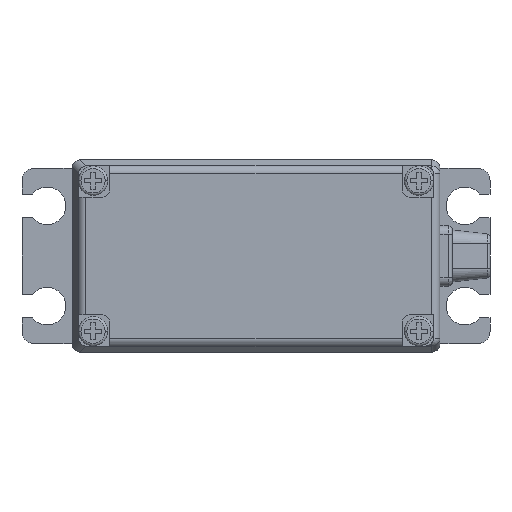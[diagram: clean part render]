
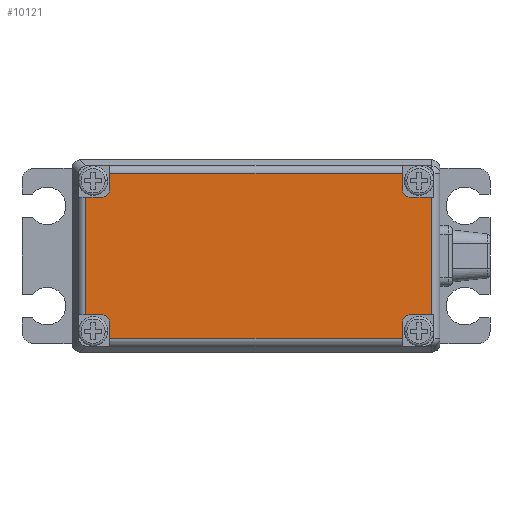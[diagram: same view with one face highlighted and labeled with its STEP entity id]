
A CAD part, front view. The second image highlights one B-rep face of the part: STEP entity #10121.
In plain terms, the highlighted planar face has unit normal (0, -1, 0).
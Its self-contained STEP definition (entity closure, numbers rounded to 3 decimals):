
#7728=DIRECTION('',(1.,0.,0.));
#7729=VECTOR('',#7728,1.882);
#7730=CARTESIAN_POINT('',(-20.382,0.,7.));
#7731=LINE('',#7730,#7729);
#7735=DIRECTION('',(0.,0.,-1.));
#7736=VECTOR('',#7735,1.882);
#7737=CARTESIAN_POINT('',(-17.5,0.,9.882));
#7738=LINE('',#7737,#7736);
#7742=DIRECTION('',(0.,0.,-1.));
#7743=VECTOR('',#7742,1.882);
#7744=CARTESIAN_POINT('',(17.5,0.,9.882));
#7745=LINE('',#7744,#7743);
#7749=DIRECTION('',(-1.,0.,0.));
#7750=VECTOR('',#7749,2.5);
#7751=CARTESIAN_POINT('',(21.,0.,7.));
#7752=LINE('',#7751,#7750);
#7756=DIRECTION('',(-1.,0.,0.));
#7757=VECTOR('',#7756,2.5);
#7758=CARTESIAN_POINT('',(21.,0.,-7.));
#7759=LINE('',#7758,#7757);
#7763=DIRECTION('',(0.,0.,1.));
#7764=VECTOR('',#7763,1.882);
#7765=CARTESIAN_POINT('',(17.5,0.,-9.882));
#7766=LINE('',#7765,#7764);
#7770=DIRECTION('',(0.,0.,1.));
#7771=VECTOR('',#7770,1.882);
#7772=CARTESIAN_POINT('',(-17.5,0.,-9.882));
#7773=LINE('',#7772,#7771);
#7777=DIRECTION('',(1.,0.,0.));
#7778=VECTOR('',#7777,1.882);
#7779=CARTESIAN_POINT('',(-20.382,0.,-7.));
#7780=LINE('',#7779,#7778);
#7806=CARTESIAN_POINT('',(-18.5,0.,8.));
#7807=DIRECTION('',(0.,1.,0.));
#7808=DIRECTION('',(1.,0.,0.));
#7809=AXIS2_PLACEMENT_3D('',#7806,#7807,#7808);
#9012=CARTESIAN_POINT('',(18.5,0.,-8.));
#9013=DIRECTION('',(0.,1.,0.));
#9014=DIRECTION('',(-1.,0.,0.));
#9015=AXIS2_PLACEMENT_3D('',#9012,#9013,#9014);
#9120=DIRECTION('',(0.,0.,1.));
#9121=VECTOR('',#9120,14.);
#9122=CARTESIAN_POINT('',(21.,0.,-7.));
#9123=LINE('',#9122,#9121);
#9156=CARTESIAN_POINT('',(18.5,0.,8.));
#9157=DIRECTION('',(0.,1.,0.));
#9158=DIRECTION('',(0.,0.,-1.));
#9159=AXIS2_PLACEMENT_3D('',#9156,#9157,#9158);
#9179=DIRECTION('',(-1.,0.,0.));
#9180=VECTOR('',#9179,35.);
#9181=CARTESIAN_POINT('',(17.5,0.,9.882));
#9182=LINE('',#9181,#9180);
#9516=CARTESIAN_POINT('',(-18.5,0.,-8.));
#9517=DIRECTION('',(0.,1.,0.));
#9518=DIRECTION('',(0.,0.,1.));
#9519=AXIS2_PLACEMENT_3D('',#9516,#9517,#9518);
#9546=DIRECTION('',(1.,0.,0.));
#9547=VECTOR('',#9546,35.);
#9548=CARTESIAN_POINT('',(-17.5,0.,-9.882));
#9549=LINE('',#9548,#9547);
#9753=DIRECTION('',(0.,0.,-1.));
#9754=VECTOR('',#9753,14.);
#9755=CARTESIAN_POINT('',(-20.382,0.,7.));
#9756=LINE('',#9755,#9754);
#9955=CARTESIAN_POINT('',(-20.382,0.,7.));
#9956=VERTEX_POINT('',#9955);
#9957=CARTESIAN_POINT('',(-17.5,0.,9.882));
#9958=VERTEX_POINT('',#9957);
#9970=CARTESIAN_POINT('',(21.,0.,7.));
#9972=VERTEX_POINT('',#9970);
#9976=CARTESIAN_POINT('',(17.5,0.,9.882));
#9977=VERTEX_POINT('',#9976);
#9994=CARTESIAN_POINT('',(-17.5,0.,-9.882));
#9995=VERTEX_POINT('',#9994);
#9996=CARTESIAN_POINT('',(-20.382,0.,-7.));
#9997=VERTEX_POINT('',#9996);
#10009=CARTESIAN_POINT('',(21.,0.,-7.));
#10011=VERTEX_POINT('',#10009);
#10015=CARTESIAN_POINT('',(17.5,0.,-9.882));
#10016=VERTEX_POINT('',#10015);
#10051=CARTESIAN_POINT('',(-17.5,0.,-8.));
#10053=VERTEX_POINT('',#10051);
#10056=CARTESIAN_POINT('',(-18.5,0.,-7.));
#10057=VERTEX_POINT('',#10056);
#10062=CARTESIAN_POINT('',(-17.5,0.,8.));
#10063=VERTEX_POINT('',#10062);
#10064=CARTESIAN_POINT('',(-18.5,0.,7.));
#10065=VERTEX_POINT('',#10064);
#10067=CARTESIAN_POINT('',(17.5,0.,8.));
#10069=VERTEX_POINT('',#10067);
#10072=CARTESIAN_POINT('',(18.5,0.,7.));
#10073=VERTEX_POINT('',#10072);
#10078=CARTESIAN_POINT('',(17.5,0.,-8.));
#10079=VERTEX_POINT('',#10078);
#10080=CARTESIAN_POINT('',(18.5,0.,-7.));
#10081=VERTEX_POINT('',#10080);
#10082=CARTESIAN_POINT('',(0.,0.,0.));
#10083=DIRECTION('',(0.,1.,0.));
#10084=DIRECTION('',(1.,0.,0.));
#10085=AXIS2_PLACEMENT_3D('',#10082,#10083,#10084);
#10086=PLANE('',#10085);
#10088=ORIENTED_EDGE('',*,*,#10087,.T.);
#10090=ORIENTED_EDGE('',*,*,#10089,.F.);
#10092=ORIENTED_EDGE('',*,*,#10091,.F.);
#10094=ORIENTED_EDGE('',*,*,#10093,.F.);
#10096=ORIENTED_EDGE('',*,*,#10095,.T.);
#10098=ORIENTED_EDGE('',*,*,#10097,.F.);
#10100=ORIENTED_EDGE('',*,*,#10099,.F.);
#10102=ORIENTED_EDGE('',*,*,#10101,.F.);
#10104=ORIENTED_EDGE('',*,*,#10103,.T.);
#10106=ORIENTED_EDGE('',*,*,#10105,.F.);
#10108=ORIENTED_EDGE('',*,*,#10107,.F.);
#10110=ORIENTED_EDGE('',*,*,#10109,.F.);
#10112=ORIENTED_EDGE('',*,*,#10111,.T.);
#10114=ORIENTED_EDGE('',*,*,#10113,.F.);
#10116=ORIENTED_EDGE('',*,*,#10115,.F.);
#10118=ORIENTED_EDGE('',*,*,#10117,.F.);
#10119=EDGE_LOOP('',(#10088,#10090,#10092,#10094,#10096,#10098,#10100,#10102,
#10104,#10106,#10108,#10110,#10112,#10114,#10116,#10118));
#10120=FACE_OUTER_BOUND('',#10119,.F.);
#10121=ADVANCED_FACE('',(#10120),#10086,.F.);
#7810=CIRCLE('',#7809,1.);
#9016=CIRCLE('',#9015,1.);
#9160=CIRCLE('',#9159,1.);
#9520=CIRCLE('',#9519,1.);
#10087=EDGE_CURVE('',#9956,#10065,#7731,.T.);
#10089=EDGE_CURVE('',#10063,#10065,#7810,.T.);
#10091=EDGE_CURVE('',#9958,#10063,#7738,.T.);
#10093=EDGE_CURVE('',#9977,#9958,#9182,.T.);
#10095=EDGE_CURVE('',#9977,#10069,#7745,.T.);
#10097=EDGE_CURVE('',#10073,#10069,#9160,.T.);
#10099=EDGE_CURVE('',#9972,#10073,#7752,.T.);
#10101=EDGE_CURVE('',#10011,#9972,#9123,.T.);
#10103=EDGE_CURVE('',#10011,#10081,#7759,.T.);
#10105=EDGE_CURVE('',#10079,#10081,#9016,.T.);
#10107=EDGE_CURVE('',#10016,#10079,#7766,.T.);
#10109=EDGE_CURVE('',#9995,#10016,#9549,.T.);
#10111=EDGE_CURVE('',#9995,#10053,#7773,.T.);
#10113=EDGE_CURVE('',#10057,#10053,#9520,.T.);
#10115=EDGE_CURVE('',#9997,#10057,#7780,.T.);
#10117=EDGE_CURVE('',#9956,#9997,#9756,.T.);
